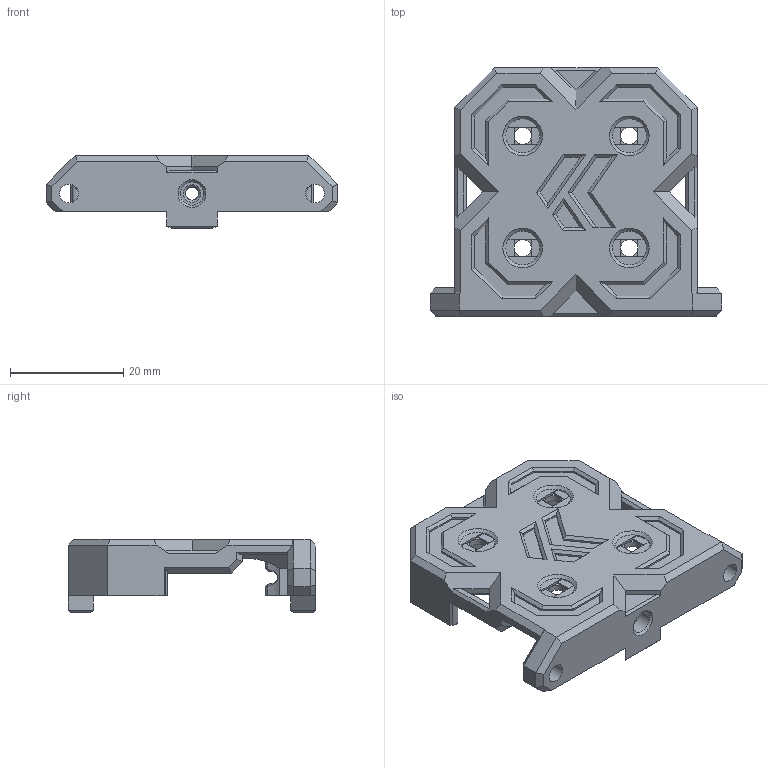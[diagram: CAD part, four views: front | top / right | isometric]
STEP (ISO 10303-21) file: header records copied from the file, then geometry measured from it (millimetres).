
FILE_DESCRIPTION(/* description */ (''),/* implementation_level */ '2;1');
FILE_NAME(/* name */ 'TopCover_ForTPU_r3.step',/* time_stamp */ '2024-02-18T16:24:03+01:00',/* author */ (''),/* organization */ (''),/* preprocessor_version */ 'ST-DEVELOPER v20',/* originating_system */ 'Autodesk Translation Framework v12.20.1.177',/* authorisation */ '');
FILE_SCHEMA (('AUTOMOTIVE_DESIGN { 1 0 10303 214 3 1 1 }'));
Length unit declared in the file: millimetre
Products named in the file (1): TopCover
Bounding box: 51.5 x 43.83 x 12.95 mm (x, y, z)
Volume: 6321.9 mm3; surface area: 6698.6 mm2
Topology: 1 solids, 1 shells, 350 faces, 898 edges, 554 vertices
Faces by surface type: plane 262, cylinder 45, cone 26, bspline 17
Full cylindrical faces by diameter (mm): 2.3 x2, 3 x4, 3.3 x2, 4.1 x2
Entity records: 11284 total; most frequent: CARTESIAN_POINT 2830, ORIENTED_EDGE 1796, DIRECTION 1641, EDGE_CURVE 898, LINE 699, VECTOR 699, VERTEX_POINT 554, AXIS2_PLACEMENT_3D 471
